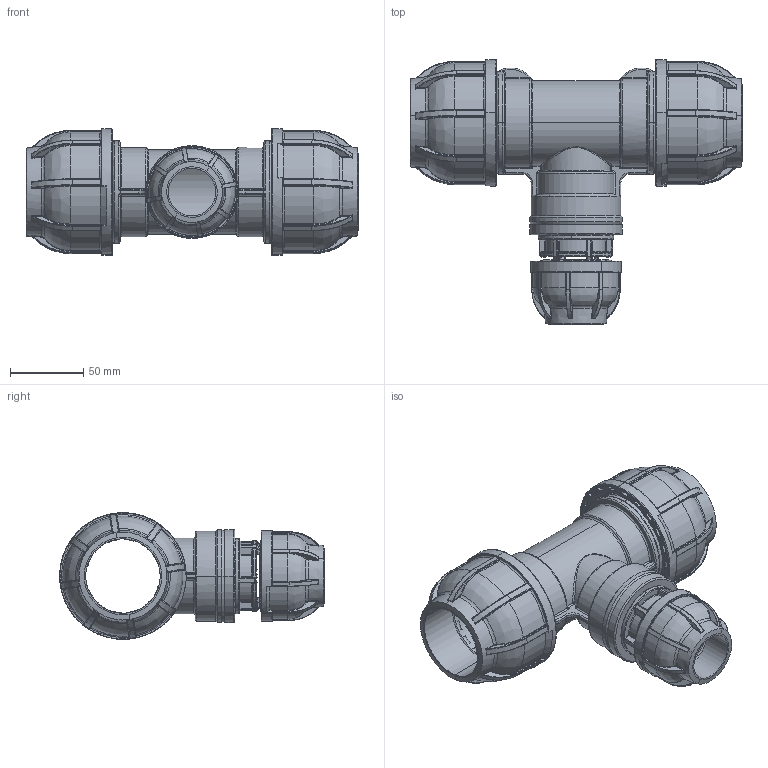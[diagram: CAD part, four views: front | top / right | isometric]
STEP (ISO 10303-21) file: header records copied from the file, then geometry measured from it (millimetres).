
FILE_DESCRIPTION (( 'STEP AP203' ), '1' );
FILE_NAME ('R247.050.032.STEP', '2016-10-19T12:00:44', ( '' ), ( '' ), 'SwSTEP 2.0', 'SolidWorks 2016', '' );
FILE_SCHEMA (( 'CONFIG_CONTROL_DESIGN' ));
Length unit declared in the file: millimetre
Products named in the file (1): R247.050.032
Bounding box: 226.9 x 180.91 x 86.58 mm (x, y, z)
Surface area: 142931.8 mm2 (no closed solid volume)
Topology: 0 solids, 83 shells, 1730 faces, 5814 edges, 3893 vertices
Faces by surface type: bspline 801, cylinder 509, plane 379, cone 41
Entity records: 90754 total; most frequent: CARTESIAN_POINT 49107, ORIENTED_EDGE 8805, DIRECTION 7156, EDGE_CURVE 5746, VERTEX_POINT 3893, AXIS2_PLACEMENT_3D 2764, B_SPLINE_CURVE_WITH_KNOTS 1889, CIRCLE 1834
